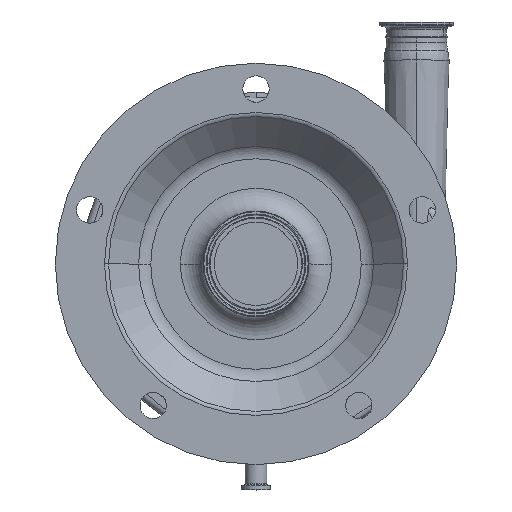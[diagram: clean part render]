
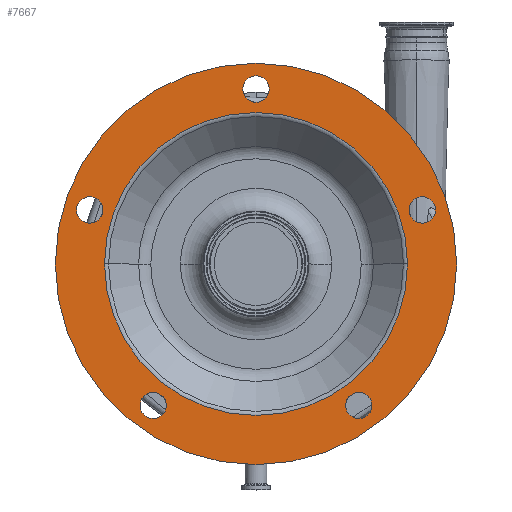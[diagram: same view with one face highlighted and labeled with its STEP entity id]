
A CAD part, top view. The second image highlights one B-rep face of the part: STEP entity #7667.
In plain terms, the highlighted planar face has unit normal (0, 0, 1).
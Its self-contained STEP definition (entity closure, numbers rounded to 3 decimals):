
#84 = DIRECTION ( 'NONE',  ( 0., 0., 1. ) ) ;
#149 = DIRECTION ( 'NONE',  ( -1., 0., 0. ) ) ;
#164 = EDGE_CURVE ( 'NONE', #9698, #6410, #4057, .T. ) ;
#699 = VERTEX_POINT ( 'NONE', #11448 ) ;
#763 = DIRECTION ( 'NONE',  ( 0., 0., 1. ) ) ;
#773 = CARTESIAN_POINT ( 'NONE',  ( 132.071, 0., 266.5 ) ) ;
#857 = CARTESIAN_POINT ( 'NONE',  ( 0., 175., 266.5 ) ) ;
#903 = ORIENTED_EDGE ( 'NONE', *, *, #8564, .T. ) ;
#1160 = EDGE_LOOP ( 'NONE', ( #12623, #2826 ) ) ;
#1163 = AXIS2_PLACEMENT_3D ( 'NONE', #2480, #10399, #3862 ) ;
#1209 = DIRECTION ( 'NONE',  ( 0., 0., 1. ) ) ;
#1213 = DIRECTION ( 'NONE',  ( 0., 0., 1. ) ) ;
#1237 = CIRCLE ( 'NONE', #8687, 11.5 ) ;
#1280 = CARTESIAN_POINT ( 'NONE',  ( -145.036, 47.125, 266.5 ) ) ;
#1306 = CIRCLE ( 'NONE', #6702, 175. ) ;
#1718 = CARTESIAN_POINT ( 'NONE',  ( 0., 152.5, 266.5 ) ) ;
#2022 = FACE_BOUND ( 'NONE', #4547, .T. ) ;
#2198 = EDGE_CURVE ( 'NONE', #6214, #4521, #2955, .T. ) ;
#2311 = ORIENTED_EDGE ( 'NONE', *, *, #9490, .F. ) ;
#2391 = EDGE_CURVE ( 'NONE', #699, #10299, #1306, .T. ) ;
#2480 = CARTESIAN_POINT ( 'NONE',  ( -89.637, -123.375, 266.5 ) ) ;
#2491 = VERTEX_POINT ( 'NONE', #2868 ) ;
#2612 = CIRCLE ( 'NONE', #9471, 11.5 ) ;
#2639 = CARTESIAN_POINT ( 'NONE',  ( 0., 152.5, 266.5 ) ) ;
#2649 = DIRECTION ( 'NONE',  ( 0., 0., 1. ) ) ;
#2790 = FACE_OUTER_BOUND ( 'NONE', #11950, .T. ) ;
#2803 = DIRECTION ( 'NONE',  ( -1., 0., 0. ) ) ;
#2826 = ORIENTED_EDGE ( 'NONE', *, *, #8703, .F. ) ;
#2846 = AXIS2_PLACEMENT_3D ( 'NONE', #5117, #1209, #9071 ) ;
#2868 = CARTESIAN_POINT ( 'NONE',  ( -133.536, 47.125, 266.5 ) ) ;
#2908 = VERTEX_POINT ( 'NONE', #7029 ) ;
#2915 = CARTESIAN_POINT ( 'NONE',  ( -101.137, -123.375, 266.5 ) ) ;
#2932 = PLANE ( 'NONE',  #4155 ) ;
#2955 = CIRCLE ( 'NONE', #4420, 11.5 ) ;
#3036 = AXIS2_PLACEMENT_3D ( 'NONE', #11692, #4569, #2803 ) ;
#3058 = ORIENTED_EDGE ( 'NONE', *, *, #7433, .F. ) ;
#3194 = DIRECTION ( 'NONE',  ( 0., 0., -1. ) ) ;
#3221 = DIRECTION ( 'NONE',  ( 1., 0., 0. ) ) ;
#3259 = CARTESIAN_POINT ( 'NONE',  ( 0., 0., 266.5 ) ) ;
#3468 = CIRCLE ( 'NONE', #2846, 11.5 ) ;
#3523 = DIRECTION ( 'NONE',  ( 1., 0., 0. ) ) ;
#3586 = CARTESIAN_POINT ( 'NONE',  ( 0., 0., 266.5 ) ) ;
#3791 = CARTESIAN_POINT ( 'NONE',  ( -11.5, 152.5, 266.5 ) ) ;
#3819 = ORIENTED_EDGE ( 'NONE', *, *, #8787, .F. ) ;
#3862 = DIRECTION ( 'NONE',  ( 1., 0., 0. ) ) ;
#3876 = VERTEX_POINT ( 'NONE', #8315 ) ;
#4057 = CIRCLE ( 'NONE', #6106, 11.5 ) ;
#4155 = AXIS2_PLACEMENT_3D ( 'NONE', #857, #11753, #7936 ) ;
#4420 = AXIS2_PLACEMENT_3D ( 'NONE', #6849, #84, #11037 ) ;
#4427 = CARTESIAN_POINT ( 'NONE',  ( 89.637, -123.375, 266.5 ) ) ;
#4443 = CARTESIAN_POINT ( 'NONE',  ( 0., 0., 266.5 ) ) ;
#4518 = ORIENTED_EDGE ( 'NONE', *, *, #5454, .F. ) ;
#4521 = VERTEX_POINT ( 'NONE', #8511 ) ;
#4547 = EDGE_LOOP ( 'NONE', ( #3058, #5729 ) ) ;
#4569 = DIRECTION ( 'NONE',  ( 0., 0., -1. ) ) ;
#4889 = CIRCLE ( 'NONE', #5736, 11.5 ) ;
#5117 = CARTESIAN_POINT ( 'NONE',  ( 145.036, 47.125, 266.5 ) ) ;
#5188 = EDGE_CURVE ( 'NONE', #10240, #9623, #8048, .T. ) ;
#5197 = AXIS2_PLACEMENT_3D ( 'NONE', #4427, #12411, #3523 ) ;
#5244 = DIRECTION ( 'NONE',  ( 0., 0., 1. ) ) ;
#5256 = VERTEX_POINT ( 'NONE', #2915 ) ;
#5418 = DIRECTION ( 'NONE',  ( 0., 0., -1. ) ) ;
#5454 = EDGE_CURVE ( 'NONE', #6410, #9698, #9703, .T. ) ;
#5527 = CIRCLE ( 'NONE', #11306, 132.071 ) ;
#5716 = FACE_BOUND ( 'NONE', #10797, .T. ) ;
#5729 = ORIENTED_EDGE ( 'NONE', *, *, #10316, .F. ) ;
#5736 = AXIS2_PLACEMENT_3D ( 'NONE', #8158, #1213, #3221 ) ;
#6106 = AXIS2_PLACEMENT_3D ( 'NONE', #2639, #763, #10679 ) ;
#6214 = VERTEX_POINT ( 'NONE', #7002 ) ;
#6366 = CARTESIAN_POINT ( 'NONE',  ( -89.637, -123.375, 266.5 ) ) ;
#6410 = VERTEX_POINT ( 'NONE', #3791 ) ;
#6686 = VERTEX_POINT ( 'NONE', #12511 ) ;
#6702 = AXIS2_PLACEMENT_3D ( 'NONE', #3259, #3194, #149 ) ;
#6767 = CIRCLE ( 'NONE', #1163, 11.5 ) ;
#6849 = CARTESIAN_POINT ( 'NONE',  ( 145.036, 47.125, 266.5 ) ) ;
#7002 = CARTESIAN_POINT ( 'NONE',  ( 156.536, 47.125, 266.5 ) ) ;
#7029 = CARTESIAN_POINT ( 'NONE',  ( -78.137, -123.375, 266.5 ) ) ;
#7138 = ORIENTED_EDGE ( 'NONE', *, *, #11828, .F. ) ;
#7374 = DIRECTION ( 'NONE',  ( -1., 0., 0. ) ) ;
#7411 = ORIENTED_EDGE ( 'NONE', *, *, #2391, .F. ) ;
#7433 = EDGE_CURVE ( 'NONE', #6686, #3876, #10782, .T. ) ;
#7642 = AXIS2_PLACEMENT_3D ( 'NONE', #3586, #8562, #12528 ) ;
#7667 = ADVANCED_FACE ( 'NONE', ( #11823, #10637, #2022, #11887, #5716, #2790, #9677 ), #2932, .F. ) ;
#7928 = EDGE_CURVE ( 'NONE', #2908, #5256, #1237, .T. ) ;
#7936 = DIRECTION ( 'NONE',  ( -1., 0., 0. ) ) ;
#8048 = CIRCLE ( 'NONE', #7642, 132.071 ) ;
#8158 = CARTESIAN_POINT ( 'NONE',  ( 89.637, -123.375, 266.5 ) ) ;
#8315 = CARTESIAN_POINT ( 'NONE',  ( 78.137, -123.375, 266.5 ) ) ;
#8428 = DIRECTION ( 'NONE',  ( 1., 0., 0. ) ) ;
#8511 = CARTESIAN_POINT ( 'NONE',  ( 133.536, 47.125, 266.5 ) ) ;
#8537 = CARTESIAN_POINT ( 'NONE',  ( -132.071, 0., 266.5 ) ) ;
#8562 = DIRECTION ( 'NONE',  ( 0., 0., -1. ) ) ;
#8564 = EDGE_CURVE ( 'NONE', #9623, #10240, #5527, .T. ) ;
#8614 = CIRCLE ( 'NONE', #3036, 175. ) ;
#8687 = AXIS2_PLACEMENT_3D ( 'NONE', #6366, #2649, #8428 ) ;
#8703 = EDGE_CURVE ( 'NONE', #5256, #2908, #6767, .T. ) ;
#8763 = ORIENTED_EDGE ( 'NONE', *, *, #5188, .T. ) ;
#8787 = EDGE_CURVE ( 'NONE', #10299, #699, #8614, .T. ) ;
#8829 = CARTESIAN_POINT ( 'NONE',  ( -145.036, 47.125, 266.5 ) ) ;
#9015 = EDGE_LOOP ( 'NONE', ( #12714, #4518 ) ) ;
#9071 = DIRECTION ( 'NONE',  ( 1., 0., 0. ) ) ;
#9238 = AXIS2_PLACEMENT_3D ( 'NONE', #1280, #5244, #10294 ) ;
#9294 = AXIS2_PLACEMENT_3D ( 'NONE', #1718, #10741, #10608 ) ;
#9471 = AXIS2_PLACEMENT_3D ( 'NONE', #8829, #12597, #10772 ) ;
#9479 = EDGE_LOOP ( 'NONE', ( #11531, #2311 ) ) ;
#9490 = EDGE_CURVE ( 'NONE', #12002, #2491, #9648, .T. ) ;
#9497 = ORIENTED_EDGE ( 'NONE', *, *, #2198, .F. ) ;
#9566 = EDGE_LOOP ( 'NONE', ( #9497, #7138 ) ) ;
#9623 = VERTEX_POINT ( 'NONE', #8537 ) ;
#9648 = CIRCLE ( 'NONE', #9238, 11.5 ) ;
#9677 = FACE_BOUND ( 'NONE', #9015, .T. ) ;
#9698 = VERTEX_POINT ( 'NONE', #11372 ) ;
#9703 = CIRCLE ( 'NONE', #9294, 11.5 ) ;
#10240 = VERTEX_POINT ( 'NONE', #773 ) ;
#10294 = DIRECTION ( 'NONE',  ( 1., 0., 0. ) ) ;
#10299 = VERTEX_POINT ( 'NONE', #11731 ) ;
#10316 = EDGE_CURVE ( 'NONE', #3876, #6686, #4889, .T. ) ;
#10399 = DIRECTION ( 'NONE',  ( 0., 0., 1. ) ) ;
#10608 = DIRECTION ( 'NONE',  ( 1., 0., 0. ) ) ;
#10637 = FACE_BOUND ( 'NONE', #1160, .T. ) ;
#10679 = DIRECTION ( 'NONE',  ( 1., 0., 0. ) ) ;
#10741 = DIRECTION ( 'NONE',  ( 0., 0., 1. ) ) ;
#10772 = DIRECTION ( 'NONE',  ( 1., 0., 0. ) ) ;
#10782 = CIRCLE ( 'NONE', #5197, 11.5 ) ;
#10797 = EDGE_LOOP ( 'NONE', ( #903, #8763 ) ) ;
#11037 = DIRECTION ( 'NONE',  ( 1., 0., 0. ) ) ;
#11306 = AXIS2_PLACEMENT_3D ( 'NONE', #4443, #5418, #7374 ) ;
#11326 = CARTESIAN_POINT ( 'NONE',  ( -156.536, 47.125, 266.5 ) ) ;
#11372 = CARTESIAN_POINT ( 'NONE',  ( 11.5, 152.5, 266.5 ) ) ;
#11418 = EDGE_CURVE ( 'NONE', #2491, #12002, #2612, .T. ) ;
#11448 = CARTESIAN_POINT ( 'NONE',  ( -175., 0., 266.5 ) ) ;
#11531 = ORIENTED_EDGE ( 'NONE', *, *, #11418, .F. ) ;
#11692 = CARTESIAN_POINT ( 'NONE',  ( 0., 0., 266.5 ) ) ;
#11731 = CARTESIAN_POINT ( 'NONE',  ( 175., 0., 266.5 ) ) ;
#11753 = DIRECTION ( 'NONE',  ( 0., 0., -1. ) ) ;
#11823 = FACE_BOUND ( 'NONE', #9479, .T. ) ;
#11828 = EDGE_CURVE ( 'NONE', #4521, #6214, #3468, .T. ) ;
#11887 = FACE_BOUND ( 'NONE', #9566, .T. ) ;
#11950 = EDGE_LOOP ( 'NONE', ( #7411, #3819 ) ) ;
#12002 = VERTEX_POINT ( 'NONE', #11326 ) ;
#12411 = DIRECTION ( 'NONE',  ( 0., 0., 1. ) ) ;
#12511 = CARTESIAN_POINT ( 'NONE',  ( 101.137, -123.375, 266.5 ) ) ;
#12528 = DIRECTION ( 'NONE',  ( -1., 0., 0. ) ) ;
#12597 = DIRECTION ( 'NONE',  ( 0., 0., 1. ) ) ;
#12623 = ORIENTED_EDGE ( 'NONE', *, *, #7928, .F. ) ;
#12714 = ORIENTED_EDGE ( 'NONE', *, *, #164, .F. ) ;
